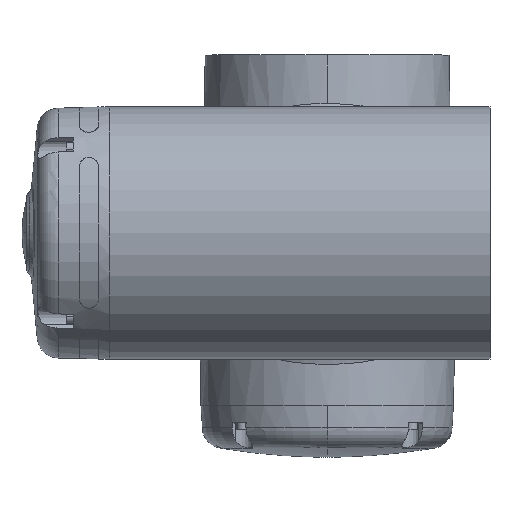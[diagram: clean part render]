
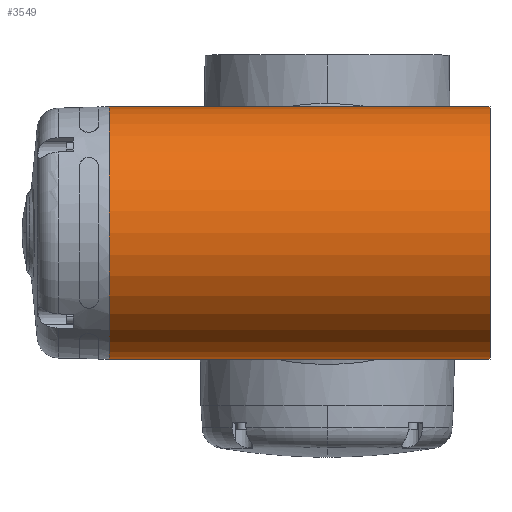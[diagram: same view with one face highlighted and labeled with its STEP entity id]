
A CAD part, top view. The second image highlights one B-rep face of the part: STEP entity #3549.
In plain terms, the highlighted cylindrical face has radius 52.75 mm (diameter 105.5 mm), a partial arc.
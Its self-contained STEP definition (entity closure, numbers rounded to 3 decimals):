
#61 = ORIENTED_EDGE ( 'NONE', *, *, #8590, .F. ) ;
#705 = CARTESIAN_POINT ( 'NONE',  ( 379., 0., 899. ) ) ;
#743 = DIRECTION ( 'NONE',  ( 1., 0., 0. ) ) ;
#910 = FACE_OUTER_BOUND ( 'NONE', #7765, .T. ) ;
#1325 = CARTESIAN_POINT ( 'NONE',  ( 538., 0., 899. ) ) ;
#1342 = CARTESIAN_POINT ( 'NONE',  ( 379., -52.75, 899. ) ) ;
#1752 = AXIS2_PLACEMENT_3D ( 'NONE', #705, #743, #5446 ) ;
#1789 = CIRCLE ( 'NONE', #1752, 52.75 ) ;
#3290 = EDGE_CURVE ( 'NONE', #3400, #8834, #5761, .T. ) ;
#3388 = DIRECTION ( 'NONE',  ( 0., 1., 0. ) ) ;
#3400 = VERTEX_POINT ( 'NONE', #5133 ) ;
#3412 = CYLINDRICAL_SURFACE ( 'NONE', #11155, 52.75 ) ;
#3549 = ADVANCED_FACE ( 'NONE', ( #910 ), #3412, .T. ) ;
#3710 = LINE ( 'NONE', #11703, #4012 ) ;
#4012 = VECTOR ( 'NONE', #6060, 1000. ) ;
#4215 = CARTESIAN_POINT ( 'NONE',  ( 215.775, 0., 899. ) ) ;
#4407 = CARTESIAN_POINT ( 'NONE',  ( 538., -52.75, 899. ) ) ;
#4565 = VERTEX_POINT ( 'NONE', #4615 ) ;
#4615 = CARTESIAN_POINT ( 'NONE',  ( 379., 52.75, 899. ) ) ;
#5111 = CARTESIAN_POINT ( 'NONE',  ( 215.775, -52.75, 899. ) ) ;
#5133 = CARTESIAN_POINT ( 'NONE',  ( 538., 52.75, 899. ) ) ;
#5299 = LINE ( 'NONE', #5111, #10139 ) ;
#5446 = DIRECTION ( 'NONE',  ( 0., 1., 0. ) ) ;
#5761 = CIRCLE ( 'NONE', #7245, 52.75 ) ;
#6060 = DIRECTION ( 'NONE',  ( -1., 0., 0. ) ) ;
#6119 = DIRECTION ( 'NONE',  ( 1., 0., 0. ) ) ;
#7245 = AXIS2_PLACEMENT_3D ( 'NONE', #1325, #6119, #9754 ) ;
#7676 = EDGE_CURVE ( 'NONE', #3400, #4565, #3710, .T. ) ;
#7765 = EDGE_LOOP ( 'NONE', ( #61, #11520, #9245, #10425 ) ) ;
#8238 = EDGE_CURVE ( 'NONE', #4565, #11478, #1789, .T. ) ;
#8590 = EDGE_CURVE ( 'NONE', #8834, #11478, #5299, .T. ) ;
#8834 = VERTEX_POINT ( 'NONE', #4407 ) ;
#9245 = ORIENTED_EDGE ( 'NONE', *, *, #7676, .T. ) ;
#9686 = DIRECTION ( 'NONE',  ( -1., 0., 0. ) ) ;
#9754 = DIRECTION ( 'NONE',  ( 0., 0., -1. ) ) ;
#10139 = VECTOR ( 'NONE', #9686, 1000. ) ;
#10425 = ORIENTED_EDGE ( 'NONE', *, *, #8238, .T. ) ;
#11155 = AXIS2_PLACEMENT_3D ( 'NONE', #4215, #11699, #3388 ) ;
#11478 = VERTEX_POINT ( 'NONE', #1342 ) ;
#11520 = ORIENTED_EDGE ( 'NONE', *, *, #3290, .F. ) ;
#11699 = DIRECTION ( 'NONE',  ( -1., 0., 0. ) ) ;
#11703 = CARTESIAN_POINT ( 'NONE',  ( 215.775, 52.75, 899. ) ) ;
